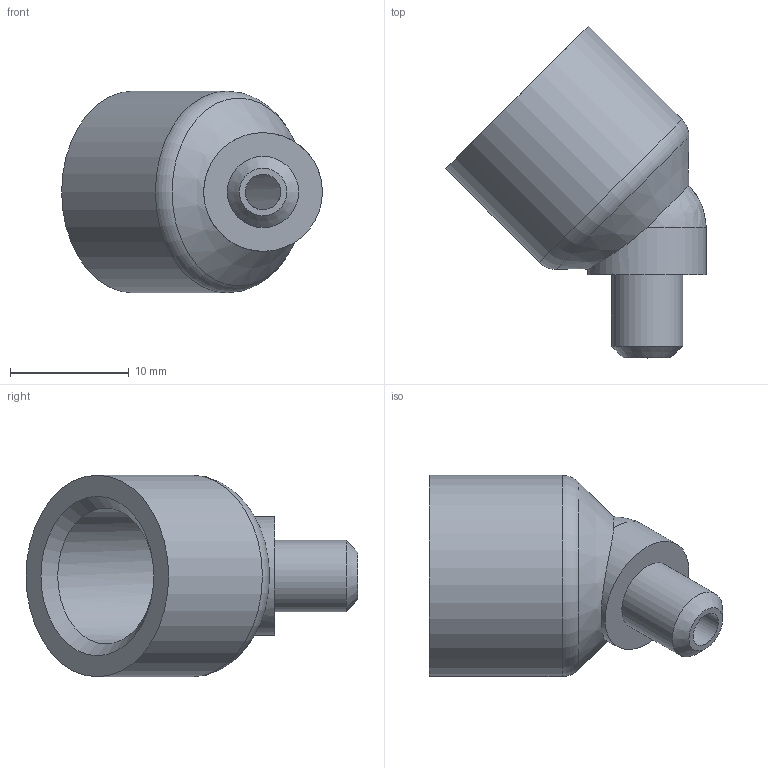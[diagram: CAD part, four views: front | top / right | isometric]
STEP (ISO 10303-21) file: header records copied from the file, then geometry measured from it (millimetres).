
FILE_DESCRIPTION((''),'2;1');
FILE_NAME('Winkelstueck G1_4 M6 45° Sonderversion A260011304.stp','2006-04-07T08:23:18',('ScheitB'),(''),'Autodesk Inventor 10','Autodesk Inventor 10','');
FILE_SCHEMA(('AUTOMOTIVE_DESIGN { 1 0 10303 214 1 1 1 1 }'));
Length unit declared in the file: millimetre
Products named in the file (1): anwin03g_m6
Bounding box: 21.97 x 27.97 x 17 mm (x, y, z)
Volume: 2191.9 mm3; surface area: 1933.2 mm2
Topology: 1 solids, 1 shells, 14 faces, 30 edges, 17 vertices
Faces by surface type: cylinder 4, cone 3, plane 3, bspline 2, torus 1, sphere 1
Full cylindrical faces by diameter (mm): 3 x1, 6 x1, 10 x1, 17 x1
Entity records: 428 total; most frequent: CARTESIAN_POINT 169, DIRECTION 52, ORIENTED_EDGE 30, EDGE_LOOP 27, AXIS2_PLACEMENT_3D 26, EDGE_CURVE 15, VERTEX_POINT 14, FACE_OUTER_BOUND 14
